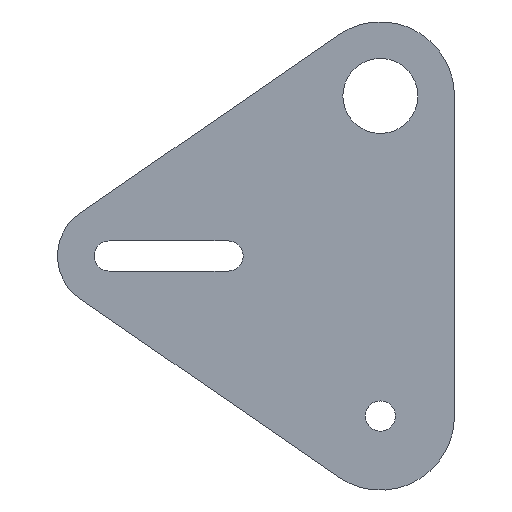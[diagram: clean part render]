
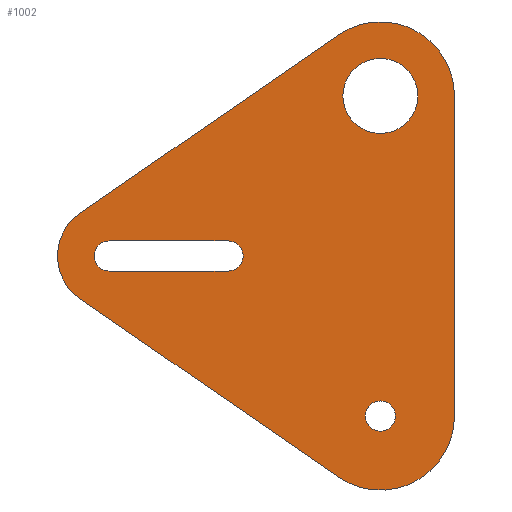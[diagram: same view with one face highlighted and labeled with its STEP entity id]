
A CAD part, front view. The second image highlights one B-rep face of the part: STEP entity #1002.
In plain terms, the highlighted planar face has unit normal (0, -1, 0).
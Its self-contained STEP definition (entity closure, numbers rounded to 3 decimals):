
#29=CIRCLE('',#1042,1.65);
#30=CIRCLE('',#1044,4.1);
#31=CIRCLE('',#1047,1.65);
#32=CIRCLE('',#1050,1.65);
#33=CIRCLE('',#1053,8.1);
#34=CIRCLE('',#1056,8.1);
#35=CIRCLE('',#1059,5.65);
#42=FACE_BOUND('',#223,.T.);
#43=FACE_BOUND('',#224,.T.);
#44=FACE_BOUND('',#225,.T.);
#163=FACE_OUTER_BOUND('',#222,.T.);
#222=EDGE_LOOP('',(#914,#915,#916,#917,#918,#919));
#223=EDGE_LOOP('',(#920,#921,#922,#923));
#224=EDGE_LOOP('',(#924));
#225=EDGE_LOOP('',(#925));
#297=LINE('',#1869,#383);
#301=LINE('',#1878,#387);
#303=LINE('',#1885,#389);
#307=LINE('',#1894,#393);
#310=LINE('',#1902,#396);
#383=VECTOR('',#1193,10.);
#387=VECTOR('',#1203,10.);
#389=VECTOR('',#1211,10.);
#393=VECTOR('',#1221,10.);
#396=VECTOR('',#1230,10.);
#482=VERTEX_POINT('',#1859);
#483=VERTEX_POINT('',#1863);
#484=VERTEX_POINT('',#1867);
#485=VERTEX_POINT('',#1868);
#486=VERTEX_POINT('',#1873);
#487=VERTEX_POINT('',#1877);
#488=VERTEX_POINT('',#1883);
#489=VERTEX_POINT('',#1884);
#490=VERTEX_POINT('',#1889);
#491=VERTEX_POINT('',#1893);
#492=VERTEX_POINT('',#1897);
#493=VERTEX_POINT('',#1901);
#615=EDGE_CURVE('',#482,#482,#29,.T.);
#617=EDGE_CURVE('',#483,#483,#30,.T.);
#618=EDGE_CURVE('',#484,#485,#297,.T.);
#621=EDGE_CURVE('',#486,#484,#31,.T.);
#623=EDGE_CURVE('',#487,#486,#301,.T.);
#625=EDGE_CURVE('',#485,#487,#32,.T.);
#626=EDGE_CURVE('',#488,#489,#303,.T.);
#629=EDGE_CURVE('',#490,#489,#33,.T.);
#631=EDGE_CURVE('',#490,#491,#307,.T.);
#633=EDGE_CURVE('',#492,#491,#34,.T.);
#635=EDGE_CURVE('',#492,#493,#310,.T.);
#637=EDGE_CURVE('',#488,#493,#35,.T.);
#914=ORIENTED_EDGE('',*,*,#637,.F.);
#915=ORIENTED_EDGE('',*,*,#626,.T.);
#916=ORIENTED_EDGE('',*,*,#629,.F.);
#917=ORIENTED_EDGE('',*,*,#631,.T.);
#918=ORIENTED_EDGE('',*,*,#633,.F.);
#919=ORIENTED_EDGE('',*,*,#635,.T.);
#920=ORIENTED_EDGE('',*,*,#625,.F.);
#921=ORIENTED_EDGE('',*,*,#618,.F.);
#922=ORIENTED_EDGE('',*,*,#621,.F.);
#923=ORIENTED_EDGE('',*,*,#623,.F.);
#924=ORIENTED_EDGE('',*,*,#617,.F.);
#925=ORIENTED_EDGE('',*,*,#615,.F.);
#949=PLANE('',#1061);
#1002=ADVANCED_FACE('',(#163,#42,#43,#44),#949,.F.);
#1042=AXIS2_PLACEMENT_3D('',#1861,#1184,#1185);
#1044=AXIS2_PLACEMENT_3D('',#1865,#1189,#1190);
#1047=AXIS2_PLACEMENT_3D('',#1874,#1198,#1199);
#1050=AXIS2_PLACEMENT_3D('',#1881,#1207,#1208);
#1053=AXIS2_PLACEMENT_3D('',#1890,#1216,#1217);
#1056=AXIS2_PLACEMENT_3D('',#1898,#1225,#1226);
#1059=AXIS2_PLACEMENT_3D('',#1905,#1234,#1235);
#1061=AXIS2_PLACEMENT_3D('',#1907,#1238,#1239);
#1184=DIRECTION('center_axis',(0.,-1.,0.));
#1185=DIRECTION('ref_axis',(-1.,0.,0.));
#1189=DIRECTION('center_axis',(0.,-1.,0.));
#1190=DIRECTION('ref_axis',(-1.,0.,0.));
#1193=DIRECTION('',(-1.,0.,0.));
#1198=DIRECTION('center_axis',(0.,-1.,0.));
#1199=DIRECTION('ref_axis',(0.,0.,
1.));
#1203=DIRECTION('',(1.,0.,0.));
#1207=DIRECTION('center_axis',(0.,-1.,0.));
#1208=DIRECTION('ref_axis',(0.,0.,
-1.));
#1211=DIRECTION('',(0.823,0.,-0.568));
#1216=DIRECTION('center_axis',(0.,1.,0.));
#1217=DIRECTION('ref_axis',(-1.,0.,0.));
#1221=DIRECTION('',(0.,0.,1.));
#1225=DIRECTION('center_axis',(0.,1.,0.));
#1226=DIRECTION('ref_axis',(-1.,0.,0.));
#1230=DIRECTION('',(-0.823,0.,-0.568));
#1234=DIRECTION('center_axis',(0.,1.,0.));
#1235=DIRECTION('ref_axis',(0.,0.,
-1.));
#1238=DIRECTION('center_axis',(0.,1.,0.));
#1239=DIRECTION('ref_axis',(-1.,0.,0.));
#1859=CARTESIAN_POINT('',(-164.7,-229.5,-17.5));
#1861=CARTESIAN_POINT('Origin',(-166.35,-229.5,-17.5));
#1863=CARTESIAN_POINT('',(-162.25,-229.5,17.5));
#1865=CARTESIAN_POINT('Origin',(-166.35,-229.5,17.5));
#1867=CARTESIAN_POINT('',(-183.,-229.5,1.65));
#1868=CARTESIAN_POINT('',(-196.,-229.5,1.65));
#1869=CARTESIAN_POINT('',(-196.,-229.5,1.65));
#1873=CARTESIAN_POINT('',(-183.,-229.5,-1.65));
#1874=CARTESIAN_POINT('Origin',(-183.,-229.5,0.));
#1877=CARTESIAN_POINT('',(-196.,-229.5,-1.65));
#1878=CARTESIAN_POINT('',(-183.,-229.5,-1.65));
#1881=CARTESIAN_POINT('Origin',(-196.,-229.5,0.));
#1883=CARTESIAN_POINT('',(-199.211,-229.5,-4.649));
#1884=CARTESIAN_POINT('',(-170.953,-229.5,-24.165));
#1885=CARTESIAN_POINT('',(-199.211,-229.5,-4.649));
#1889=CARTESIAN_POINT('',(-158.25,-229.5,-17.5));
#1890=CARTESIAN_POINT('Origin',(-166.35,-229.5,-17.5));
#1893=CARTESIAN_POINT('',(-158.25,-229.5,17.5));
#1894=CARTESIAN_POINT('',(-158.25,-229.5,-17.5));
#1897=CARTESIAN_POINT('',(-170.953,-229.5,24.165));
#1898=CARTESIAN_POINT('Origin',(-166.35,-229.5,17.5));
#1901=CARTESIAN_POINT('',(-199.211,-229.5,4.649));
#1902=CARTESIAN_POINT('',(-170.953,-229.5,24.165));
#1905=CARTESIAN_POINT('Origin',(-196.,-229.5,0.));
#1907=CARTESIAN_POINT('Origin',(-179.95,-229.5,0.));
